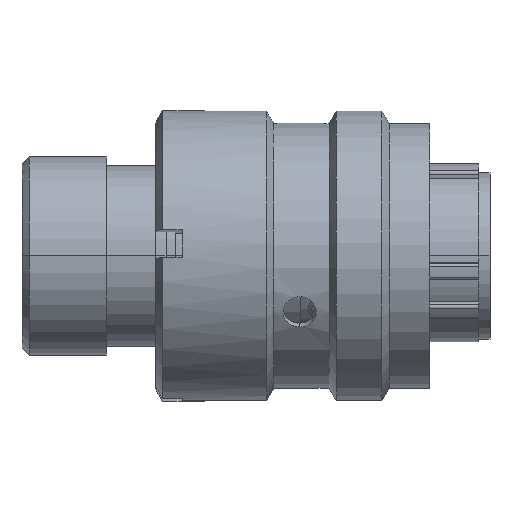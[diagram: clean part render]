
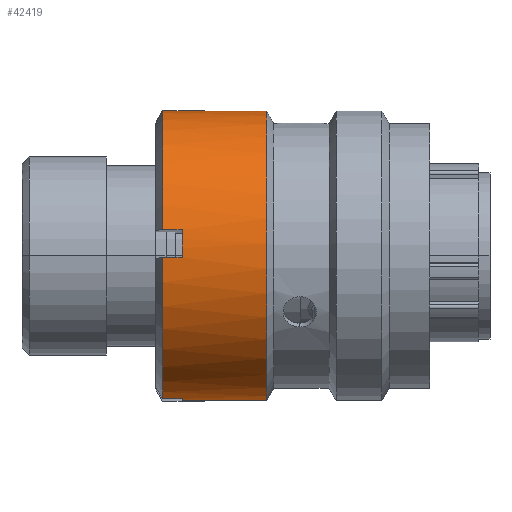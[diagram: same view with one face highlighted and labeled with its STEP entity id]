
A CAD part, top view. The second image highlights one B-rep face of the part: STEP entity #42419.
In plain terms, the highlighted cylindrical face has radius 10.35 mm (diameter 20.7 mm), a partial arc.
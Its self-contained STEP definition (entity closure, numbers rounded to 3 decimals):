
#16 = CARTESIAN_POINT ( 'NONE',  ( 17.44, 10.313, -0.878 ) ) ;
#1243 = VERTEX_POINT ( 'NONE', #41161 ) ;
#1345 = VERTEX_POINT ( 'NONE', #2341 ) ;
#1940 = CARTESIAN_POINT ( 'NONE',  ( 29.07, -10.313, 0.878 ) ) ;
#1986 = VERTEX_POINT ( 'NONE', #10536 ) ;
#2341 = CARTESIAN_POINT ( 'NONE',  ( 10.02, 10.349, 0.123 ) ) ;
#2366 = VECTOR ( 'NONE', #32060, 1000. ) ;
#2798 = VERTEX_POINT ( 'NONE', #16 ) ;
#3269 = CIRCLE ( 'NONE', #34981, 10.35 ) ;
#3388 = VERTEX_POINT ( 'NONE', #8803 ) ;
#3685 = VERTEX_POINT ( 'NONE', #36781 ) ;
#3891 = AXIS2_PLACEMENT_3D ( 'NONE', #21659, #18505, #14457 ) ;
#4339 = CARTESIAN_POINT ( 'NONE',  ( 11.42, -10.18, 1.87 ) ) ;
#5237 = EDGE_CURVE ( 'NONE', #1986, #19774, #3269, .T. ) ;
#5377 = DIRECTION ( 'NONE',  ( 1., 0., 0. ) ) ;
#6016 = ORIENTED_EDGE ( 'NONE', *, *, #27755, .T. ) ;
#7339 = VERTEX_POINT ( 'NONE', #21327 ) ;
#7957 = DIRECTION ( 'NONE',  ( -1., 0., 0. ) ) ;
#8484 = LINE ( 'NONE', #38404, #33170 ) ;
#8494 = ORIENTED_EDGE ( 'NONE', *, *, #42085, .T. ) ;
#8803 = CARTESIAN_POINT ( 'NONE',  ( 11.42, 10.349, 0.123 ) ) ;
#8974 = ORIENTED_EDGE ( 'NONE', *, *, #43516, .F. ) ;
#10046 = AXIS2_PLACEMENT_3D ( 'NONE', #35940, #39387, #25005 ) ;
#10536 = CARTESIAN_POINT ( 'NONE',  ( 11.42, -10.313, 0.878 ) ) ;
#10600 = VECTOR ( 'NONE', #23265, 1000. ) ;
#11246 = VERTEX_POINT ( 'NONE', #11462 ) ;
#11318 = ORIENTED_EDGE ( 'NONE', *, *, #5237, .F. ) ;
#11462 = CARTESIAN_POINT ( 'NONE',  ( 11.42, 1.87, 10.18 ) ) ;
#12429 = CARTESIAN_POINT ( 'NONE',  ( 11.42, -0.123, 10.349 ) ) ;
#13916 = CARTESIAN_POINT ( 'NONE',  ( 11.42, 1.87, 10.18 ) ) ;
#14012 = ORIENTED_EDGE ( 'NONE', *, *, #33173, .T. ) ;
#14457 = DIRECTION ( 'NONE',  ( 0., 0.996, -0.085 ) ) ;
#15222 = VECTOR ( 'NONE', #44359, 1000. ) ;
#15906 = DIRECTION ( 'NONE',  ( 0., 0.996, -0.085 ) ) ;
#15979 = EDGE_CURVE ( 'NONE', #11246, #3685, #30899, .T. ) ;
#16586 = LINE ( 'NONE', #4339, #34488 ) ;
#18109 = CARTESIAN_POINT ( 'NONE',  ( 11.42, 0., 0. ) ) ;
#18505 = DIRECTION ( 'NONE',  ( 1., 0., 0. ) ) ;
#19094 = VERTEX_POINT ( 'NONE', #43493 ) ;
#19774 = VERTEX_POINT ( 'NONE', #44357 ) ;
#20825 = LINE ( 'NONE', #12429, #15222 ) ;
#21016 = ORIENTED_EDGE ( 'NONE', *, *, #15979, .F. ) ;
#21079 = ORIENTED_EDGE ( 'NONE', *, *, #42707, .F. ) ;
#21327 = CARTESIAN_POINT ( 'NONE',  ( 11.42, -0.123, 10.349 ) ) ;
#21659 = CARTESIAN_POINT ( 'NONE',  ( 29.07, 0., 0. ) ) ;
#22022 = DIRECTION ( 'NONE',  ( 0., 0.085, 0.996 ) ) ;
#23265 = DIRECTION ( 'NONE',  ( 1., 0., 0. ) ) ;
#23347 = CIRCLE ( 'NONE', #37873, 10.35 ) ;
#23435 = AXIS2_PLACEMENT_3D ( 'NONE', #29435, #7957, #33033 ) ;
#23615 = VERTEX_POINT ( 'NONE', #36455 ) ;
#24487 = ORIENTED_EDGE ( 'NONE', *, *, #32961, .T. ) ;
#25005 = DIRECTION ( 'NONE',  ( 0., -0.996, 0.085 ) ) ;
#25935 = ORIENTED_EDGE ( 'NONE', *, *, #26251, .F. ) ;
#26251 = EDGE_CURVE ( 'NONE', #19774, #19094, #16586, .T. ) ;
#26518 = CARTESIAN_POINT ( 'NONE',  ( 29.07, 10.313, -0.878 ) ) ;
#27755 = EDGE_CURVE ( 'NONE', #1243, #19094, #41576, .T. ) ;
#28353 = EDGE_CURVE ( 'NONE', #23615, #2798, #41977, .T. ) ;
#28417 = CARTESIAN_POINT ( 'NONE',  ( 11.42, 0., 0. ) ) ;
#28501 = VECTOR ( 'NONE', #45265, 1000. ) ;
#28726 = DIRECTION ( 'NONE',  ( -1., 0., 0. ) ) ;
#29196 = CARTESIAN_POINT ( 'NONE',  ( 17.44, -10.313, 0.878 ) ) ;
#29435 = CARTESIAN_POINT ( 'NONE',  ( 11.42, 0., 0. ) ) ;
#29838 = DIRECTION ( 'NONE',  ( -1., 0., 0. ) ) ;
#29988 = EDGE_CURVE ( 'NONE', #3388, #23615, #43657, .T. ) ;
#30147 = CIRCLE ( 'NONE', #10046, 10.35 ) ;
#30874 = ORIENTED_EDGE ( 'NONE', *, *, #29988, .F. ) ;
#30899 = LINE ( 'NONE', #13916, #2366 ) ;
#30995 = DIRECTION ( 'NONE',  ( 0., -0.996, 0.085 ) ) ;
#31270 = CIRCLE ( 'NONE', #44053, 10.35 ) ;
#32060 = DIRECTION ( 'NONE',  ( -1., 0., 0. ) ) ;
#32961 = EDGE_CURVE ( 'NONE', #1986, #42039, #45301, .T. ) ;
#33033 = DIRECTION ( 'NONE',  ( 0., 0.085, 0.996 ) ) ;
#33170 = VECTOR ( 'NONE', #45706, 1000. ) ;
#33173 = EDGE_CURVE ( 'NONE', #1345, #3685, #30147, .T. ) ;
#34488 = VECTOR ( 'NONE', #29838, 1000. ) ;
#34981 = AXIS2_PLACEMENT_3D ( 'NONE', #18109, #28726, #22022 ) ;
#35940 = CARTESIAN_POINT ( 'NONE',  ( 10.02, 0., 0. ) ) ;
#36455 = CARTESIAN_POINT ( 'NONE',  ( 11.42, 10.313, -0.878 ) ) ;
#36781 = CARTESIAN_POINT ( 'NONE',  ( 10.02, 1.87, 10.18 ) ) ;
#37828 = CARTESIAN_POINT ( 'NONE',  ( 10.02, 0., 0. ) ) ;
#37866 = EDGE_CURVE ( 'NONE', #3388, #1345, #8484, .T. ) ;
#37873 = AXIS2_PLACEMENT_3D ( 'NONE', #45150, #5377, #15906 ) ;
#37963 = AXIS2_PLACEMENT_3D ( 'NONE', #37828, #41680, #30995 ) ;
#38404 = CARTESIAN_POINT ( 'NONE',  ( 11.42, 10.349, 0.123 ) ) ;
#39023 = ORIENTED_EDGE ( 'NONE', *, *, #28353, .F. ) ;
#39210 = FACE_OUTER_BOUND ( 'NONE', #43527, .T. ) ;
#39387 = DIRECTION ( 'NONE',  ( 1., 0., 0. ) ) ;
#41161 = CARTESIAN_POINT ( 'NONE',  ( 10.02, -0.123, 10.349 ) ) ;
#41576 = CIRCLE ( 'NONE', #37963, 10.35 ) ;
#41680 = DIRECTION ( 'NONE',  ( 1., 0., 0. ) ) ;
#41977 = LINE ( 'NONE', #26518, #10600 ) ;
#42039 = VERTEX_POINT ( 'NONE', #29196 ) ;
#42085 = EDGE_CURVE ( 'NONE', #7339, #1243, #20825, .T. ) ;
#42419 = ADVANCED_FACE ( 'NONE', ( #39210 ), #42559, .T. ) ;
#42522 = DIRECTION ( 'NONE',  ( -1., 0., 0. ) ) ;
#42559 = CYLINDRICAL_SURFACE ( 'NONE', #3891, 10.35 ) ;
#42707 = EDGE_CURVE ( 'NONE', #7339, #11246, #31270, .T. ) ;
#42818 = DIRECTION ( 'NONE',  ( 0., 0.085, 0.996 ) ) ;
#43493 = CARTESIAN_POINT ( 'NONE',  ( 10.02, -10.18, 1.87 ) ) ;
#43516 = EDGE_CURVE ( 'NONE', #2798, #42039, #23347, .T. ) ;
#43527 = EDGE_LOOP ( 'NONE', ( #11318, #24487, #8974, #39023, #30874, #44973, #14012, #21016, #21079, #8494, #6016, #25935 ) ) ;
#43657 = CIRCLE ( 'NONE', #23435, 10.35 ) ;
#44053 = AXIS2_PLACEMENT_3D ( 'NONE', #28417, #42522, #42818 ) ;
#44357 = CARTESIAN_POINT ( 'NONE',  ( 11.42, -10.18, 1.87 ) ) ;
#44359 = DIRECTION ( 'NONE',  ( -1., 0., 0. ) ) ;
#44973 = ORIENTED_EDGE ( 'NONE', *, *, #37866, .T. ) ;
#45150 = CARTESIAN_POINT ( 'NONE',  ( 17.44, 0., 0. ) ) ;
#45265 = DIRECTION ( 'NONE',  ( 1., 0., 0. ) ) ;
#45301 = LINE ( 'NONE', #1940, #28501 ) ;
#45706 = DIRECTION ( 'NONE',  ( -1., 0., 0. ) ) ;
